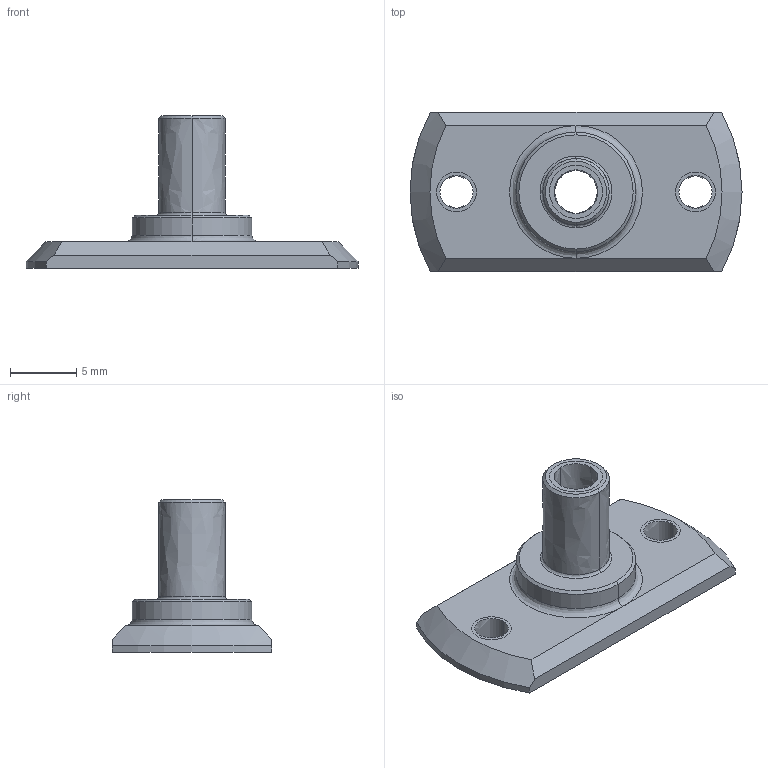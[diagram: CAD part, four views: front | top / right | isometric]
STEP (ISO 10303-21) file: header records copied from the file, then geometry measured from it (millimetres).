
FILE_DESCRIPTION((''),'2;1');
FILE_NAME('100113-A_COLONNE-BALANCIER','2022-09-21T',('Administrateur'),(''),'PRO/ENGINEER BY PARAMETRIC TECHNOLOGY CORPORATION, 2004090','PRO/ENGINEER BY PARAMETRIC TECHNOLOGY CORPORATION, 2004090','');
FILE_SCHEMA(('CONFIG_CONTROL_DESIGN','SHAPE_APPEARANCE_LAYERS_GROUPS'));
Length unit declared in the file: millimetre
Products named in the file (1): 100113-A_COLONNE-BALANCIER
Bounding box: 25 x 12 x 11.5 mm (x, y, z)
Volume: 685.9 mm3; surface area: 1121.7 mm2
Topology: 1 solids, 4 shells, 37 faces, 90 edges, 56 vertices
Faces by surface type: bspline 37
Entity records: 1960 total; most frequent: CARTESIAN_POINT 951, COLOUR_RGB 194, ORIENTED_EDGE 168, DIRECTION 134, EDGE_CURVE 90, VERTEX_POINT 56, AXIS2_PLACEMENT_3D 51, CIRCLE 50
